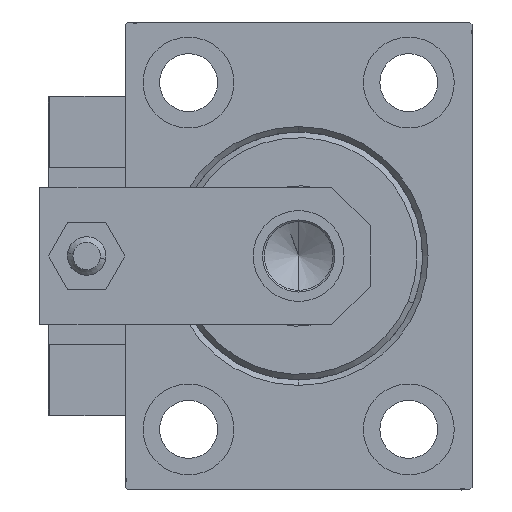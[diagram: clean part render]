
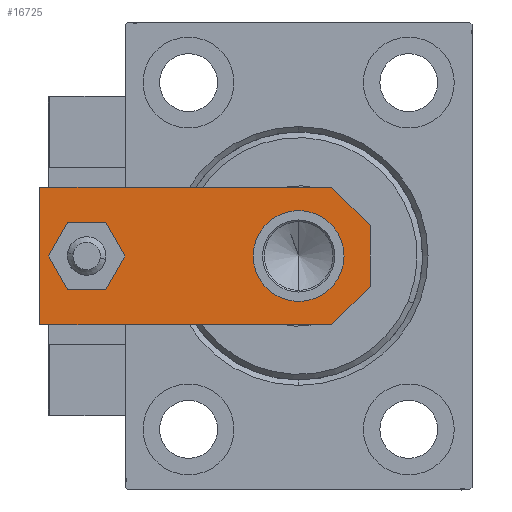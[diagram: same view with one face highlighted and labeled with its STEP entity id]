
A CAD part, left-side view. The second image highlights one B-rep face of the part: STEP entity #16725.
In plain terms, the highlighted face is planar.
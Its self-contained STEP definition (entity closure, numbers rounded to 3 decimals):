
#354 = EDGE_CURVE ( 'NONE', #9486, #19521, #49573, .T. ) ;
#474 = VECTOR ( 'NONE', #20656, 1000. ) ;
#529 = ORIENTED_EDGE ( 'NONE', *, *, #44178, .T. ) ;
#1556 = ORIENTED_EDGE ( 'NONE', *, *, #22110, .T. ) ;
#2028 = CARTESIAN_POINT ( 'NONE',  ( 2.75, -2.75, 6. ) ) ;
#2229 = DIRECTION ( 'NONE',  ( -1., 0., 0. ) ) ;
#2373 = CARTESIAN_POINT ( 'NONE',  ( 12.5, 7., 6. ) ) ;
#2818 = VECTOR ( 'NONE', #12866, 1000. ) ;
#3602 = CARTESIAN_POINT ( 'NONE',  ( 0., 51.5, 6. ) ) ;
#4466 = VERTEX_POINT ( 'NONE', #44668 ) ;
#4618 = VERTEX_POINT ( 'NONE', #2373 ) ;
#4671 = FACE_OUTER_BOUND ( 'NONE', #4997, .T. ) ;
#4997 = EDGE_LOOP ( 'NONE', ( #44249, #35028, #1556, #14466, #529, #41086 ) ) ;
#5567 = CARTESIAN_POINT ( 'NONE',  ( 0., 13., 6. ) ) ;
#6201 = LINE ( 'NONE', #29158, #15993 ) ;
#6699 = CIRCLE ( 'NONE', #28960, 8.25 ) ;
#7568 = VERTEX_POINT ( 'NONE', #17066 ) ;
#7837 = CARTESIAN_POINT ( 'NONE',  ( -2.75, -2.75, 6. ) ) ;
#9486 = VERTEX_POINT ( 'NONE', #48227 ) ;
#9944 = EDGE_CURVE ( 'NONE', #4466, #13428, #33796, .T. ) ;
#10404 = DIRECTION ( 'NONE',  ( 0., -1., 0. ) ) ;
#11578 = DIRECTION ( 'NONE',  ( 1., 0., 0. ) ) ;
#11580 = ORIENTED_EDGE ( 'NONE', *, *, #37593, .F. ) ;
#11633 = EDGE_CURVE ( 'NONE', #19656, #9486, #45511, .T. ) ;
#12866 = DIRECTION ( 'NONE',  ( 0.707, 0.707, 0. ) ) ;
#12903 = DIRECTION ( 'NONE',  ( 1., 0., 0. ) ) ;
#13428 = VERTEX_POINT ( 'NONE', #45335 ) ;
#13514 = CIRCLE ( 'NONE', #28371, 4. ) ;
#14252 = AXIS2_PLACEMENT_3D ( 'NONE', #36108, #48458, #12903 ) ;
#14466 = ORIENTED_EDGE ( 'NONE', *, *, #43604, .T. ) ;
#15256 = VERTEX_POINT ( 'NONE', #17134 ) ;
#15993 = VECTOR ( 'NONE', #21933, 1000. ) ;
#16523 = AXIS2_PLACEMENT_3D ( 'NONE', #3602, #18805, #11578 ) ;
#16672 = DIRECTION ( 'NONE',  ( 0., 0., 1. ) ) ;
#16725 = ADVANCED_FACE ( 'NONE', ( #20646, #4671, #36362 ), #20396, .T. ) ;
#16777 = VECTOR ( 'NONE', #46496, 1000. ) ;
#17066 = CARTESIAN_POINT ( 'NONE',  ( 5.5, 0., 6. ) ) ;
#17134 = CARTESIAN_POINT ( 'NONE',  ( -4., 51.5, 6. ) ) ;
#17777 = ORIENTED_EDGE ( 'NONE', *, *, #48199, .F. ) ;
#17821 = DIRECTION ( 'NONE',  ( 1., 0., 0. ) ) ;
#17934 = EDGE_CURVE ( 'NONE', #19521, #21645, #18676, .T. ) ;
#18676 = LINE ( 'NONE', #7837, #16777 ) ;
#18805 = DIRECTION ( 'NONE',  ( 0., 0., 1. ) ) ;
#19521 = VERTEX_POINT ( 'NONE', #41263 ) ;
#19656 = VERTEX_POINT ( 'NONE', #39163 ) ;
#20396 = PLANE ( 'NONE',  #14252 ) ;
#20646 = FACE_BOUND ( 'NONE', #27325, .T. ) ;
#20656 = DIRECTION ( 'NONE',  ( 1., 0., 0. ) ) ;
#20692 = CARTESIAN_POINT ( 'NONE',  ( 0., 13., 6. ) ) ;
#21113 = LINE ( 'NONE', #2028, #2818 ) ;
#21293 = DIRECTION ( 'NONE',  ( 1., 0., 0. ) ) ;
#21645 = VERTEX_POINT ( 'NONE', #34434 ) ;
#21933 = DIRECTION ( 'NONE',  ( 0., 1., 0. ) ) ;
#22110 = EDGE_CURVE ( 'NONE', #21645, #7568, #40225, .T. ) ;
#27325 = EDGE_LOOP ( 'NONE', ( #44380, #17777 ) ) ;
#27333 = AXIS2_PLACEMENT_3D ( 'NONE', #5567, #16672, #21293 ) ;
#28137 = CARTESIAN_POINT ( 'NONE',  ( -12.5, 0., 6. ) ) ;
#28371 = AXIS2_PLACEMENT_3D ( 'NONE', #40725, #28392, #37118 ) ;
#28392 = DIRECTION ( 'NONE',  ( 0., 0., 1. ) ) ;
#28960 = AXIS2_PLACEMENT_3D ( 'NONE', #20692, #37407, #17821 ) ;
#29158 = CARTESIAN_POINT ( 'NONE',  ( 12.5, 0., 6. ) ) ;
#31403 = VECTOR ( 'NONE', #2229, 1000. ) ;
#32154 = CIRCLE ( 'NONE', #16523, 4. ) ;
#33056 = VECTOR ( 'NONE', #10404, 1000. ) ;
#33073 = ORIENTED_EDGE ( 'NONE', *, *, #9944, .F. ) ;
#33571 = EDGE_LOOP ( 'NONE', ( #33073, #11580 ) ) ;
#33796 = CIRCLE ( 'NONE', #27333, 8.25 ) ;
#34355 = CARTESIAN_POINT ( 'NONE',  ( 4., 51.5, 6. ) ) ;
#34434 = CARTESIAN_POINT ( 'NONE',  ( -5.5, 0., 6. ) ) ;
#34777 = EDGE_CURVE ( 'NONE', #15256, #37315, #32154, .T. ) ;
#35028 = ORIENTED_EDGE ( 'NONE', *, *, #17934, .T. ) ;
#36108 = CARTESIAN_POINT ( 'NONE',  ( 0., 0., 6. ) ) ;
#36362 = FACE_BOUND ( 'NONE', #33571, .T. ) ;
#37118 = DIRECTION ( 'NONE',  ( 1., 0., 0. ) ) ;
#37315 = VERTEX_POINT ( 'NONE', #34355 ) ;
#37407 = DIRECTION ( 'NONE',  ( 0., 0., 1. ) ) ;
#37593 = EDGE_CURVE ( 'NONE', #13428, #4466, #6699, .T. ) ;
#39163 = CARTESIAN_POINT ( 'NONE',  ( 12.5, 60., 6. ) ) ;
#40225 = LINE ( 'NONE', #28137, #474 ) ;
#40725 = CARTESIAN_POINT ( 'NONE',  ( 0., 51.5, 6. ) ) ;
#41086 = ORIENTED_EDGE ( 'NONE', *, *, #11633, .T. ) ;
#41263 = CARTESIAN_POINT ( 'NONE',  ( -12.5, 7., 6. ) ) ;
#43604 = EDGE_CURVE ( 'NONE', #7568, #4618, #21113, .T. ) ;
#44178 = EDGE_CURVE ( 'NONE', #4618, #19656, #6201, .T. ) ;
#44249 = ORIENTED_EDGE ( 'NONE', *, *, #354, .T. ) ;
#44380 = ORIENTED_EDGE ( 'NONE', *, *, #34777, .F. ) ;
#44668 = CARTESIAN_POINT ( 'NONE',  ( -8.25, 13., 6. ) ) ;
#45200 = CARTESIAN_POINT ( 'NONE',  ( -12.5, 60., 6. ) ) ;
#45335 = CARTESIAN_POINT ( 'NONE',  ( 8.25, 13., 6. ) ) ;
#45511 = LINE ( 'NONE', #46001, #31403 ) ;
#46001 = CARTESIAN_POINT ( 'NONE',  ( 12.5, 60., 6. ) ) ;
#46496 = DIRECTION ( 'NONE',  ( 0.707, -0.707, 0. ) ) ;
#48199 = EDGE_CURVE ( 'NONE', #37315, #15256, #13514, .T. ) ;
#48227 = CARTESIAN_POINT ( 'NONE',  ( -12.5, 60., 6. ) ) ;
#48458 = DIRECTION ( 'NONE',  ( 0., 0., 1. ) ) ;
#49573 = LINE ( 'NONE', #45200, #33056 ) ;
